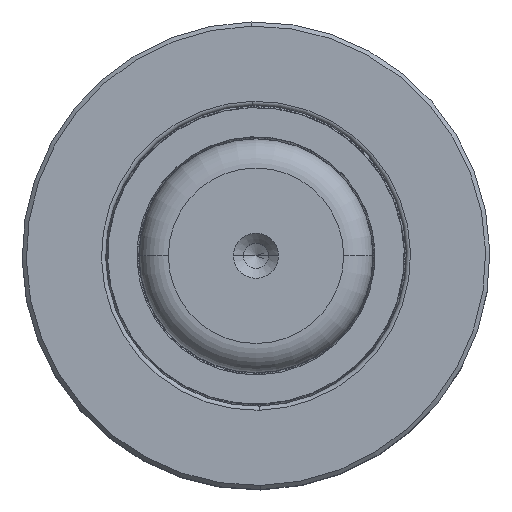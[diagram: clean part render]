
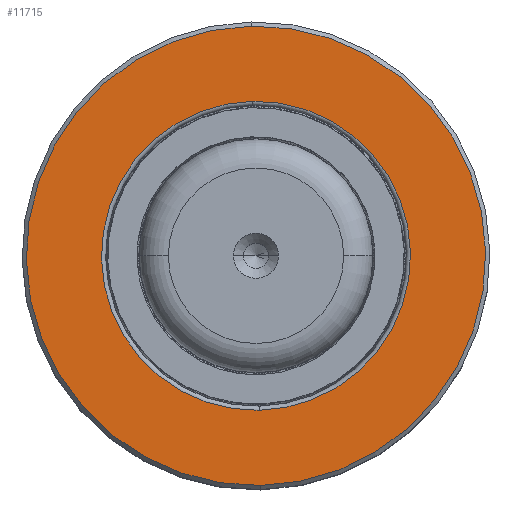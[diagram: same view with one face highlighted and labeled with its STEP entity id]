
A CAD part, top view. The second image highlights one B-rep face of the part: STEP entity #11715.
In plain terms, the highlighted face is planar.
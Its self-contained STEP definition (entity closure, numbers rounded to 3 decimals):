
#258 = DIRECTION ( 'NONE',  ( 0., -1., 0. ) ) ;
#1925 = CARTESIAN_POINT ( 'NONE',  ( 0., 18.687, 0. ) ) ;
#2480 = CARTESIAN_POINT ( 'NONE',  ( 27.5, 18.687, 0. ) ) ;
#3201 = ORIENTED_EDGE ( 'NONE', *, *, #12937, .T. ) ;
#5149 = VERTEX_POINT ( 'NONE', #13814 ) ;
#6643 = CIRCLE ( 'NONE', #13182, 27.5 ) ;
#6836 = DIRECTION ( 'NONE',  ( 0., -1., 0. ) ) ;
#7126 = FACE_OUTER_BOUND ( 'NONE', #33823, .T. ) ;
#7419 = EDGE_CURVE ( 'NONE', #13264, #30875, #15835, .T. ) ;
#9100 = EDGE_CURVE ( 'NONE', #32617, #5149, #6643, .T. ) ;
#9114 = DIRECTION ( 'NONE',  ( 0., -1., 0. ) ) ;
#9389 = DIRECTION ( 'NONE',  ( 0., 0., 1. ) ) ;
#11037 = CARTESIAN_POINT ( 'NONE',  ( 0., 18.687, 27.5 ) ) ;
#11715 = ADVANCED_FACE ( 'NONE', ( #36707, #7126 ), #22629, .T. ) ;
#12529 = DIRECTION ( 'NONE',  ( 0., 1., 0. ) ) ;
#12937 = EDGE_CURVE ( 'NONE', #30875, #13264, #27545, .T. ) ;
#13182 = AXIS2_PLACEMENT_3D ( 'NONE', #17660, #30763, #38245 ) ;
#13264 = VERTEX_POINT ( 'NONE', #30505 ) ;
#13814 = CARTESIAN_POINT ( 'NONE',  ( 0., 18.687, -27.5 ) ) ;
#14334 = CIRCLE ( 'NONE', #30922, 27.5 ) ;
#15835 = CIRCLE ( 'NONE', #27909, 18.5 ) ;
#16178 = ORIENTED_EDGE ( 'NONE', *, *, #7419, .T. ) ;
#17660 = CARTESIAN_POINT ( 'NONE',  ( 0., 18.687, 0. ) ) ;
#18908 = ORIENTED_EDGE ( 'NONE', *, *, #27842, .F. ) ;
#22629 = PLANE ( 'NONE',  #30791 ) ;
#22646 = DIRECTION ( 'NONE',  ( 0., 0., -1. ) ) ;
#23537 = EDGE_LOOP ( 'NONE', ( #16178, #3201 ) ) ;
#24286 = DIRECTION ( 'NONE',  ( 0., 0., -1. ) ) ;
#27545 = CIRCLE ( 'NONE', #40290, 18.5 ) ;
#27688 = ORIENTED_EDGE ( 'NONE', *, *, #9100, .F. ) ;
#27842 = EDGE_CURVE ( 'NONE', #5149, #32617, #14334, .T. ) ;
#27909 = AXIS2_PLACEMENT_3D ( 'NONE', #1925, #9114, #22646 ) ;
#30505 = CARTESIAN_POINT ( 'NONE',  ( 0., 18.687, -18.5 ) ) ;
#30664 = CARTESIAN_POINT ( 'NONE',  ( 0., 18.687, 18.5 ) ) ;
#30763 = DIRECTION ( 'NONE',  ( 0., -1., 0. ) ) ;
#30791 = AXIS2_PLACEMENT_3D ( 'NONE', #2480, #12529, #9389 ) ;
#30875 = VERTEX_POINT ( 'NONE', #30664 ) ;
#30922 = AXIS2_PLACEMENT_3D ( 'NONE', #44233, #6836, #24286 ) ;
#32617 = VERTEX_POINT ( 'NONE', #11037 ) ;
#33823 = EDGE_LOOP ( 'NONE', ( #18908, #27688 ) ) ;
#36707 = FACE_BOUND ( 'NONE', #23537, .T. ) ;
#38090 = CARTESIAN_POINT ( 'NONE',  ( 0., 18.687, 0. ) ) ;
#38245 = DIRECTION ( 'NONE',  ( 0., 0., -1. ) ) ;
#40290 = AXIS2_PLACEMENT_3D ( 'NONE', #38090, #258, #44226 ) ;
#44226 = DIRECTION ( 'NONE',  ( 0., 0., -1. ) ) ;
#44233 = CARTESIAN_POINT ( 'NONE',  ( 0., 18.687, 0. ) ) ;
